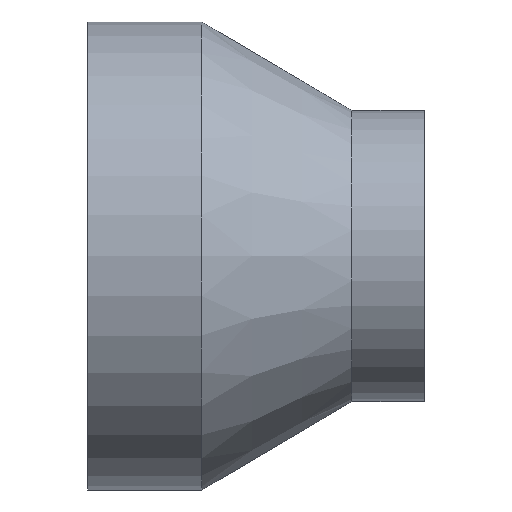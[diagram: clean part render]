
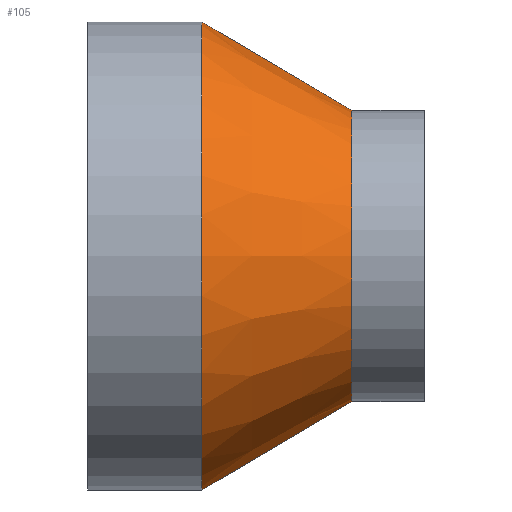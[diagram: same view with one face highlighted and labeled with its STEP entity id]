
A CAD part, top view. The second image highlights one B-rep face of the part: STEP entity #105.
In plain terms, the highlighted conical face has half-angle 30.552 degrees and reference radius 91.25 mm.
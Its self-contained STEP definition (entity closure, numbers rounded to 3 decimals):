
#91 = EDGE_CURVE( '', #125, #159, #229, .T. );
#105 = ADVANCED_FACE( '', ( #244 ), #245, .T. );
#125 = VERTEX_POINT( '', #268 );
#145 = EDGE_CURVE( '', #161, #195, #290, .T. );
#153 = EDGE_CURVE( '', #125, #195, #301, .T. );
#159 = VERTEX_POINT( '', #308 );
#161 = VERTEX_POINT( '', #310 );
#169 = EDGE_CURVE( '', #159, #161, #318, .T. );
#195 = VERTEX_POINT( '', #345 );
#229 = LINE( '', #371, #372 );
#244 = FACE_OUTER_BOUND( '', #394, .T. );
#245 = CONICAL_SURFACE( '', #395, 91.25, 0.533 );
#268 = CARTESIAN_POINT( '', ( 55., -112.5, 0. ) );
#290 = LINE( '', #451, #452 );
#301 = CIRCLE( '', #466, 112.5 );
#308 = CARTESIAN_POINT( '', ( 127., -70., 0. ) );
#310 = CARTESIAN_POINT( '', ( 127., 70., 0. ) );
#318 = CIRCLE( '', #488, 70. );
#345 = CARTESIAN_POINT( '', ( 55., 112.5, 0. ) );
#371 = CARTESIAN_POINT( '', ( 91., -91.25, 0. ) );
#372 = VECTOR( '', #557, 1. );
#394 = EDGE_LOOP( '', ( #578, #579, #580, #581 ) );
#395 = AXIS2_PLACEMENT_3D( '', #582, #583, #584 );
#451 = CARTESIAN_POINT( '', ( 91., 91.25, 0. ) );
#452 = VECTOR( '', #640, 1. );
#466 = AXIS2_PLACEMENT_3D( '', #658, #659, #660 );
#488 = AXIS2_PLACEMENT_3D( '', #676, #677, #678 );
#557 = DIRECTION( '', ( 0.861, 0.508, 0. ) );
#578 = ORIENTED_EDGE( '', *, *, #145, .T. );
#579 = ORIENTED_EDGE( '', *, *, #153, .F. );
#580 = ORIENTED_EDGE( '', *, *, #91, .T. );
#581 = ORIENTED_EDGE( '', *, *, #169, .T. );
#582 = CARTESIAN_POINT( '', ( 91., 0., 0. ) );
#583 = DIRECTION( '', ( -1., 0., 0. ) );
#584 = DIRECTION( '', ( 0., 1., 0. ) );
#640 = DIRECTION( '', ( -0.861, 0.508, 0. ) );
#658 = CARTESIAN_POINT( '', ( 55., 0., 0. ) );
#659 = DIRECTION( '', ( -1., 0., 0. ) );
#660 = DIRECTION( '', ( 0., 1., 0. ) );
#676 = CARTESIAN_POINT( '', ( 127., 0., 0. ) );
#677 = DIRECTION( '', ( -1., 0., 0. ) );
#678 = DIRECTION( '', ( 0., 1., 0. ) );
